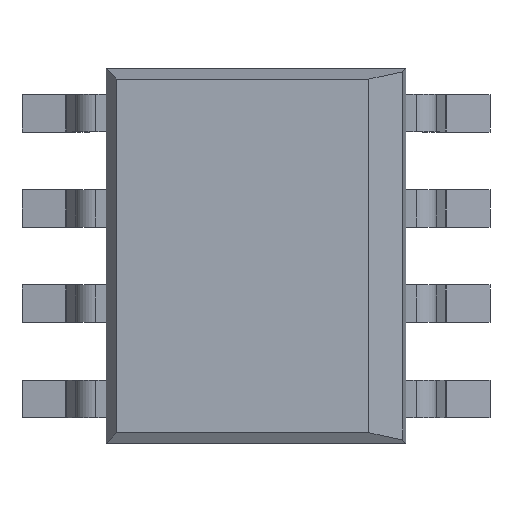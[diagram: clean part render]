
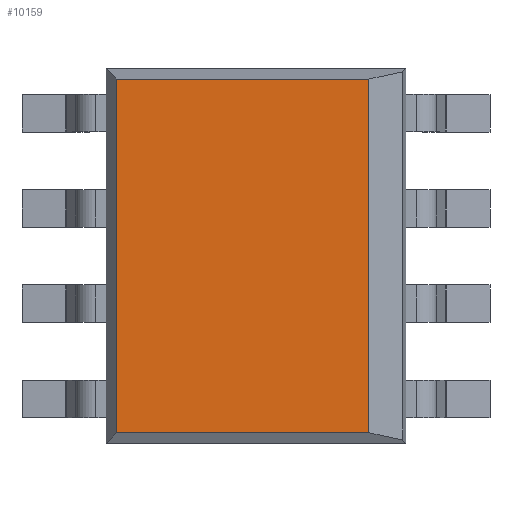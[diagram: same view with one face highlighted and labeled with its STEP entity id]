
A CAD part, top view. The second image highlights one B-rep face of the part: STEP entity #10159.
In plain terms, the highlighted planar face has unit normal (0, 0, 1).
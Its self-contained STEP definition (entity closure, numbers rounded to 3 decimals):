
#900 = PLANE('',#901);
#901 = AXIS2_PLACEMENT_3D('',#902,#903,#904);
#902 = CARTESIAN_POINT('',(-10.,2.36,1.75));
#903 = DIRECTION('',(0.,-0.978,
    -0.208));
#904 = DIRECTION('',(0.,-0.208,0.978
    ));
#933 = PLANE('',#934);
#934 = AXIS2_PLACEMENT_3D('',#935,#936,#937);
#935 = CARTESIAN_POINT('',(-2.,-2.5,1.09));
#936 = DIRECTION('',(-0.978,0.,0.208)
  );
#937 = DIRECTION('',(0.208,0.,0.978)
  );
#1411 = PLANE('',#1412);
#1412 = AXIS2_PLACEMENT_3D('',#1413,#1414,#1415);
#1413 = CARTESIAN_POINT('',(-10.,-2.5,1.09));
#1414 = DIRECTION('',(0.,0.978,-0.208
    ));
#1415 = DIRECTION('',(0.,-0.208,
    -0.978));
#4851 = VERTEX_POINT('',#4852);
#4852 = CARTESIAN_POINT('',(-1.86,2.36,1.75));
#4873 = EDGE_CURVE('',#4874,#4851,#4876,.T.);
#4874 = VERTEX_POINT('',#4875);
#4875 = CARTESIAN_POINT('',(1.505,2.36,1.75));
#4876 = SURFACE_CURVE('',#4877,(#4881,#4888),.PCURVE_S1.);
#4877 = LINE('',#4878,#4879);
#4878 = CARTESIAN_POINT('',(-10.,2.36,1.75));
#4879 = VECTOR('',#4880,1.);
#4880 = DIRECTION('',(-1.,0.,0.));
#4881 = PCURVE('',#900,#4882);
#4882 = DEFINITIONAL_REPRESENTATION('',(#4883),#4887);
#4883 = LINE('',#4884,#4885);
#4884 = CARTESIAN_POINT('',(0.,0.));
#4885 = VECTOR('',#4886,1.);
#4886 = DIRECTION('',(0.,1.));
#4887 = ( GEOMETRIC_REPRESENTATION_CONTEXT(2) 
PARAMETRIC_REPRESENTATION_CONTEXT() REPRESENTATION_CONTEXT('2D SPACE',''
  ) );
#4888 = PCURVE('',#4889,#4894);
#4889 = PLANE('',#4890);
#4890 = AXIS2_PLACEMENT_3D('',#4891,#4892,#4893);
#4891 = CARTESIAN_POINT('',(-1.86,-2.5,1.75));
#4892 = DIRECTION('',(0.,0.,1.));
#4893 = DIRECTION('',(1.,0.,0.));
#4894 = DEFINITIONAL_REPRESENTATION('',(#4895),#4899);
#4895 = LINE('',#4896,#4897);
#4896 = CARTESIAN_POINT('',(-8.14,4.86));
#4897 = VECTOR('',#4898,1.);
#4898 = DIRECTION('',(-1.,0.));
#4899 = ( GEOMETRIC_REPRESENTATION_CONTEXT(2) 
PARAMETRIC_REPRESENTATION_CONTEXT() REPRESENTATION_CONTEXT('2D SPACE',''
  ) );
#4917 = PLANE('',#4918);
#4918 = AXIS2_PLACEMENT_3D('',#4919,#4920,#4921);
#4919 = CARTESIAN_POINT('',(1.505,-2.5,1.75));
#4920 = DIRECTION('',(0.707,0.,0.707
    ));
#4921 = DIRECTION('',(0.707,0.,
    -0.707));
#8374 = VERTEX_POINT('',#8375);
#8375 = CARTESIAN_POINT('',(1.505,-2.36,1.75));
#8398 = EDGE_CURVE('',#8399,#8374,#8401,.T.);
#8399 = VERTEX_POINT('',#8400);
#8400 = CARTESIAN_POINT('',(-1.86,-2.36,1.75));
#8401 = SURFACE_CURVE('',#8402,(#8406,#8413),.PCURVE_S1.);
#8402 = LINE('',#8403,#8404);
#8403 = CARTESIAN_POINT('',(-10.,-2.36,1.75));
#8404 = VECTOR('',#8405,1.);
#8405 = DIRECTION('',(1.,0.,0.));
#8406 = PCURVE('',#1411,#8407);
#8407 = DEFINITIONAL_REPRESENTATION('',(#8408),#8412);
#8408 = LINE('',#8409,#8410);
#8409 = CARTESIAN_POINT('',(-0.675,0.));
#8410 = VECTOR('',#8411,1.);
#8411 = DIRECTION('',(0.,-1.));
#8412 = ( GEOMETRIC_REPRESENTATION_CONTEXT(2) 
PARAMETRIC_REPRESENTATION_CONTEXT() REPRESENTATION_CONTEXT('2D SPACE',''
  ) );
#8413 = PCURVE('',#4889,#8414);
#8414 = DEFINITIONAL_REPRESENTATION('',(#8415),#8419);
#8415 = LINE('',#8416,#8417);
#8416 = CARTESIAN_POINT('',(-8.14,0.14));
#8417 = VECTOR('',#8418,1.);
#8418 = DIRECTION('',(1.,0.));
#8419 = ( GEOMETRIC_REPRESENTATION_CONTEXT(2) 
PARAMETRIC_REPRESENTATION_CONTEXT() REPRESENTATION_CONTEXT('2D SPACE',''
  ) );
#10159 = ADVANCED_FACE('',(#10160),#4889,.T.);
#10160 = FACE_BOUND('',#10161,.T.);
#10161 = EDGE_LOOP('',(#10162,#10163,#10184,#10185));
#10162 = ORIENTED_EDGE('',*,*,#4873,.T.);
#10163 = ORIENTED_EDGE('',*,*,#10164,.T.);
#10164 = EDGE_CURVE('',#4851,#8399,#10165,.T.);
#10165 = SURFACE_CURVE('',#10166,(#10170,#10177),.PCURVE_S1.);
#10166 = LINE('',#10167,#10168);
#10167 = CARTESIAN_POINT('',(-1.86,-2.5,1.75));
#10168 = VECTOR('',#10169,1.);
#10169 = DIRECTION('',(0.,-1.,0.));
#10170 = PCURVE('',#4889,#10171);
#10171 = DEFINITIONAL_REPRESENTATION('',(#10172),#10176);
#10172 = LINE('',#10173,#10174);
#10173 = CARTESIAN_POINT('',(0.,0.));
#10174 = VECTOR('',#10175,1.);
#10175 = DIRECTION('',(0.,-1.));
#10176 = ( GEOMETRIC_REPRESENTATION_CONTEXT(2) 
PARAMETRIC_REPRESENTATION_CONTEXT() REPRESENTATION_CONTEXT('2D SPACE',''
  ) );
#10177 = PCURVE('',#933,#10178);
#10178 = DEFINITIONAL_REPRESENTATION('',(#10179),#10183);
#10179 = LINE('',#10180,#10181);
#10180 = CARTESIAN_POINT('',(0.675,0.));
#10181 = VECTOR('',#10182,1.);
#10182 = DIRECTION('',(0.,-1.));
#10183 = ( GEOMETRIC_REPRESENTATION_CONTEXT(2) 
PARAMETRIC_REPRESENTATION_CONTEXT() REPRESENTATION_CONTEXT('2D SPACE',''
  ) );
#10184 = ORIENTED_EDGE('',*,*,#8398,.T.);
#10185 = ORIENTED_EDGE('',*,*,#10186,.T.);
#10186 = EDGE_CURVE('',#8374,#4874,#10187,.T.);
#10187 = SURFACE_CURVE('',#10188,(#10192,#10199),.PCURVE_S1.);
#10188 = LINE('',#10189,#10190);
#10189 = CARTESIAN_POINT('',(1.505,-2.5,1.75));
#10190 = VECTOR('',#10191,1.);
#10191 = DIRECTION('',(0.,1.,0.));
#10192 = PCURVE('',#4889,#10193);
#10193 = DEFINITIONAL_REPRESENTATION('',(#10194),#10198);
#10194 = LINE('',#10195,#10196);
#10195 = CARTESIAN_POINT('',(3.365,0.));
#10196 = VECTOR('',#10197,1.);
#10197 = DIRECTION('',(0.,1.));
#10198 = ( GEOMETRIC_REPRESENTATION_CONTEXT(2) 
PARAMETRIC_REPRESENTATION_CONTEXT() REPRESENTATION_CONTEXT('2D SPACE',''
  ) );
#10199 = PCURVE('',#4917,#10200);
#10200 = DEFINITIONAL_REPRESENTATION('',(#10201),#10205);
#10201 = LINE('',#10202,#10203);
#10202 = CARTESIAN_POINT('',(0.,0.));
#10203 = VECTOR('',#10204,1.);
#10204 = DIRECTION('',(0.,1.));
#10205 = ( GEOMETRIC_REPRESENTATION_CONTEXT(2) 
PARAMETRIC_REPRESENTATION_CONTEXT() REPRESENTATION_CONTEXT('2D SPACE',''
  ) );
